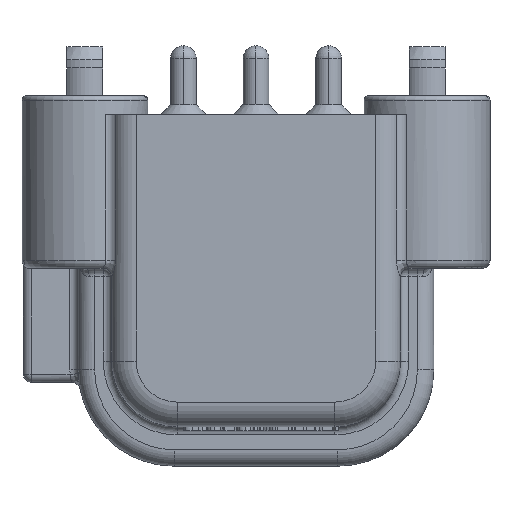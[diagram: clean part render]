
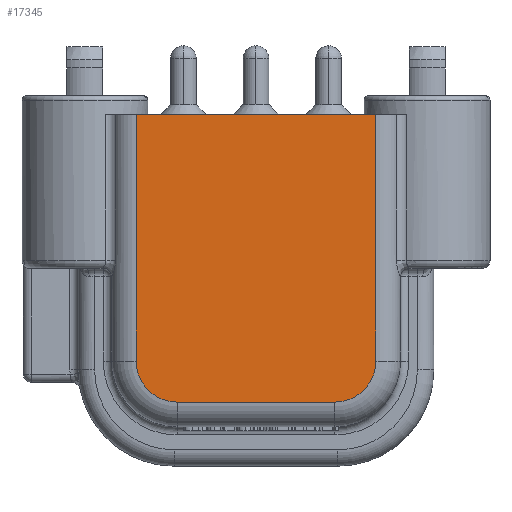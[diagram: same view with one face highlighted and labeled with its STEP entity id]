
A CAD part, front view. The second image highlights one B-rep face of the part: STEP entity #17345.
In plain terms, the highlighted planar face has unit normal (0, -1, 0).
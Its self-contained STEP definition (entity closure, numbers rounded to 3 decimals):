
#96=DIRECTION('',(0.,0.,1.));
#97=VECTOR('',#96,15.);
#98=CARTESIAN_POINT('',(7.3,-8.8,-4.3));
#99=LINE('',#98,#97);
#4263=DIRECTION('',(0.,0.,-1.));
#4264=VECTOR('',#4263,15.);
#4265=CARTESIAN_POINT('',(-7.3,-8.8,10.7));
#4266=LINE('',#4265,#4264);
#4291=CARTESIAN_POINT('',(4.8,-8.8,-4.3));
#4292=DIRECTION('',(0.,1.,0.));
#4293=DIRECTION('',(1.,0.,0.));
#4294=AXIS2_PLACEMENT_3D('',#4291,#4292,#4293);
#4296=CARTESIAN_POINT('',(-4.8,-8.8,-4.3));
#4297=DIRECTION('',(0.,1.,0.));
#4298=DIRECTION('',(0.,0.,-1.));
#4299=AXIS2_PLACEMENT_3D('',#4296,#4297,#4298);
#4301=DIRECTION('',(1.,0.,0.));
#4302=VECTOR('',#4301,14.6);
#4303=CARTESIAN_POINT('',(-7.3,-8.8,10.7));
#4304=LINE('',#4303,#4302);
#4320=DIRECTION('',(1.,0.,0.));
#4321=VECTOR('',#4320,9.6);
#4322=CARTESIAN_POINT('',(-4.8,-8.8,-6.8));
#4323=LINE('',#4322,#4321);
#9254=CARTESIAN_POINT('',(7.3,-8.8,-4.3));
#9255=VERTEX_POINT('',#9254);
#9256=CARTESIAN_POINT('',(7.3,-8.8,10.7));
#9257=VERTEX_POINT('',#9256);
#9399=CARTESIAN_POINT('',(-7.3,-8.8,10.7));
#9400=VERTEX_POINT('',#9399);
#10332=CARTESIAN_POINT('',(-7.3,-8.8,-4.3));
#10333=VERTEX_POINT('',#10332);
#10340=CARTESIAN_POINT('',(4.8,-8.8,-6.8));
#10341=VERTEX_POINT('',#10340);
#10342=CARTESIAN_POINT('',(-4.8,-8.8,-6.8));
#10343=VERTEX_POINT('',#10342);
#17329=CARTESIAN_POINT('',(0.,-8.8,0.));
#17330=DIRECTION('',(0.,-1.,0.));
#17331=DIRECTION('',(0.,0.,1.));
#17332=AXIS2_PLACEMENT_3D('',#17329,#17330,#17331);
#17333=PLANE('',#17332);
#17334=ORIENTED_EDGE('',*,*,#11348,.F.);
#17336=ORIENTED_EDGE('',*,*,#17335,.T.);
#17338=ORIENTED_EDGE('',*,*,#17337,.F.);
#17340=ORIENTED_EDGE('',*,*,#17339,.T.);
#17341=ORIENTED_EDGE('',*,*,#17315,.F.);
#17342=ORIENTED_EDGE('',*,*,#11591,.T.);
#17343=EDGE_LOOP('',(#17334,#17336,#17338,#17340,#17341,#17342));
#17344=FACE_OUTER_BOUND('',#17343,.F.);
#17345=ADVANCED_FACE('',(#17344),#17333,.T.);
#4295=CIRCLE('',#4294,2.5);
#4300=CIRCLE('',#4299,2.5);
#11348=EDGE_CURVE('',#9255,#9257,#99,.T.);
#11591=EDGE_CURVE('',#9400,#9257,#4304,.T.);
#17315=EDGE_CURVE('',#9400,#10333,#4266,.T.);
#17335=EDGE_CURVE('',#9255,#10341,#4295,.T.);
#17337=EDGE_CURVE('',#10343,#10341,#4323,.T.);
#17339=EDGE_CURVE('',#10343,#10333,#4300,.T.);
